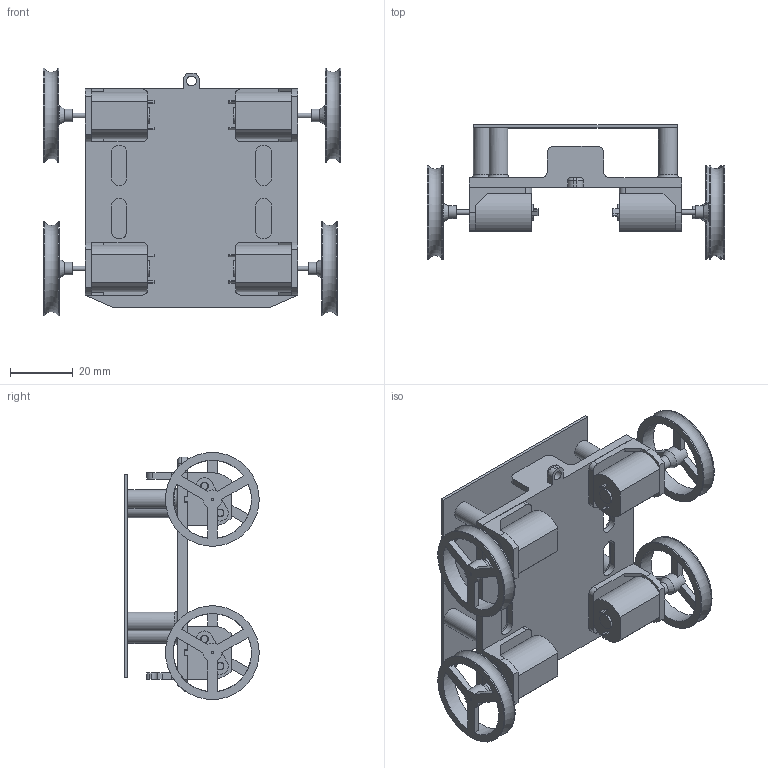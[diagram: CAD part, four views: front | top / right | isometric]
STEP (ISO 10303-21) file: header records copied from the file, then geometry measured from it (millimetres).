
FILE_DESCRIPTION(/* description */ (''),/* implementation_level */ '2;1');
FILE_NAME(/* name */ '',/* time_stamp */ '2025-04-26T13:41:03+02:00',/* author */ ('isan'),/* organization */ (''),/* preprocessor_version */ 'ST-DEVELOPER v20.1',/* originating_system */ 'Autodesk Inventor 2026',/* authorisation */ '');
FILE_SCHEMA (('AUTOMOTIVE_DESIGN { 1 0 10303 214 3 1 1 }'));
Length unit declared in the file: millimetre
Products named in the file (6): Złożenie; Podstawa; Trzymak2; Koło; Silnik; PCB
Assembly tree (14 placements, depth 2):
  Złożenie
    Podstawa
    Trzymak2  x4
    Koło  x4
    Silnik  x4
    PCB
Bounding box: 95.03 x 43 x 79 mm (x, y, z)
Volume: 39734.3 mm3; surface area: 38854.9 mm2
Topology: 14 solids, 14 shells, 452 faces, 1146 edges, 757 vertices
Faces by surface type: plane 286, cylinder 138, torus 16, cone 8, bspline 4
Full cylindrical faces by diameter (mm): 0.8 x4, 1.5 x4, 1.6 x4, 2.2 x8, 2.4 x8, 3 x4, 3.15 x4, 4 x4, 4.7 x4, 5 x4, 6 x12, 25 x4, 30 x8
Entity records: 6926 total; most frequent: CARTESIAN_POINT 1241, DIRECTION 1187, ORIENTED_EDGE 1092, EDGE_CURVE 546, AXIS2_PLACEMENT_3D 418, VERTEX_POINT 353, LINE 351, VECTOR 351
